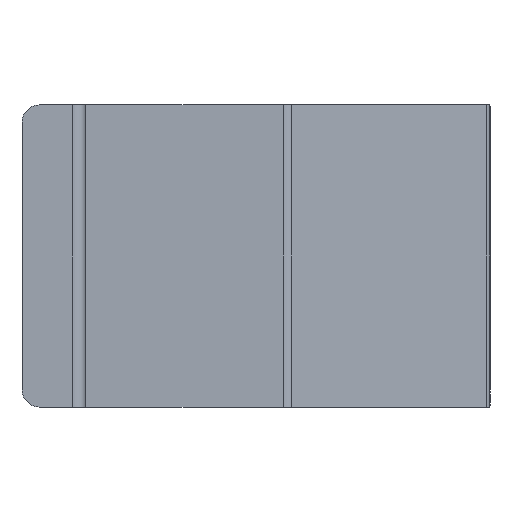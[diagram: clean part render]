
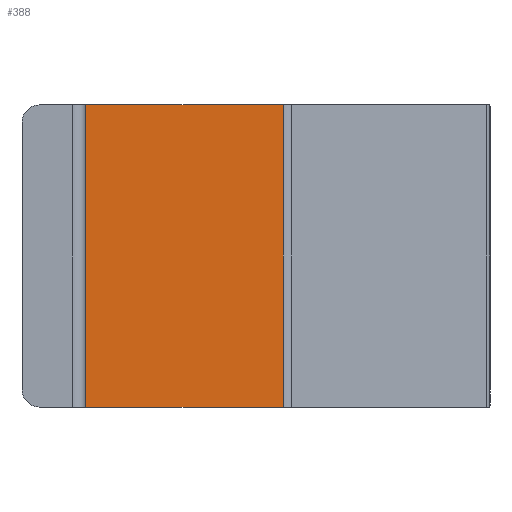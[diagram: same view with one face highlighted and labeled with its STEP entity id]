
A CAD part, left-side view. The second image highlights one B-rep face of the part: STEP entity #388.
In plain terms, the highlighted planar face has unit normal (-1, 0, 0).
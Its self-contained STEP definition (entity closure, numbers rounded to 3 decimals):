
#1 = DIRECTION ( 'NONE',  ( 0., 0., 1. ) ) ;
#2 = CARTESIAN_POINT ( 'NONE',  ( 21., -0.1, -17.5 ) ) ;
#3 = LINE ( 'NONE', #2, #1438 ) ;
#24 = DIRECTION ( 'NONE',  ( 0., 0., 1. ) ) ;
#37 = CARTESIAN_POINT ( 'NONE',  ( 21., -22.959, -17.5 ) ) ;
#38 = LINE ( 'NONE', #37, #1446 ) ;
#51 = DIRECTION ( 'NONE',  ( 0., 1., 0. ) ) ;
#52 = CARTESIAN_POINT ( 'NONE',  ( 21., 0., 17.5 ) ) ;
#62 = LINE ( 'NONE', #52, #1454 ) ;
#119 = CARTESIAN_POINT ( 'NONE',  ( 21., -0.1, 17.5 ) ) ;
#137 = CARTESIAN_POINT ( 'NONE',  ( 21., -0.1, -17.5 ) ) ;
#150 = CARTESIAN_POINT ( 'NONE',  ( 21., -22.959, -17.5 ) ) ;
#159 = CARTESIAN_POINT ( 'NONE',  ( 21., -22.959, 17.5 ) ) ;
#281 = EDGE_CURVE ( 'NONE', #1112, #1072, #62, .T. ) ;
#288 = EDGE_CURVE ( 'NONE', #1103, #1112, #38, .T. ) ;
#294 = EDGE_CURVE ( 'NONE', #1090, #1072, #3, .T. ) ;
#306 = EDGE_CURVE ( 'NONE', #1090, #1103, #491, .T. ) ;
#388 = ADVANCED_FACE ( 'NONE', ( #558 ), #557, .F. ) ;
#474 = CARTESIAN_POINT ( 'NONE',  ( 21., -23., -17.5 ) ) ;
#491 = LINE ( 'NONE', #474, #1416 ) ;
#533 = DIRECTION ( 'NONE',  ( 0., -1., 0. ) ) ;
#547 = CARTESIAN_POINT ( 'NONE',  ( 21., 0., 17.5 ) ) ;
#557 = PLANE ( 'NONE',  #1306 ) ;
#558 = FACE_OUTER_BOUND ( 'NONE', #742, .T. ) ;
#579 = DIRECTION ( 'NONE',  ( 0., 1., 0. ) ) ;
#580 = DIRECTION ( 'NONE',  ( 1., 0., 0. ) ) ;
#587 = ORIENTED_EDGE ( 'NONE', *, *, #294, .F. ) ;
#636 = ORIENTED_EDGE ( 'NONE', *, *, #288, .T. ) ;
#670 = ORIENTED_EDGE ( 'NONE', *, *, #306, .T. ) ;
#698 = ORIENTED_EDGE ( 'NONE', *, *, #281, .T. ) ;
#742 = EDGE_LOOP ( 'NONE', ( #636, #698, #587, #670 ) ) ;
#1072 = VERTEX_POINT ( 'NONE', #119 ) ;
#1090 = VERTEX_POINT ( 'NONE', #137 ) ;
#1103 = VERTEX_POINT ( 'NONE', #150 ) ;
#1112 = VERTEX_POINT ( 'NONE', #159 ) ;
#1306 = AXIS2_PLACEMENT_3D ( 'NONE', #547, #580, #579 ) ;
#1416 = VECTOR ( 'NONE', #533, 1000. ) ;
#1438 = VECTOR ( 'NONE', #1, 1000. ) ;
#1446 = VECTOR ( 'NONE', #24, 1000. ) ;
#1454 = VECTOR ( 'NONE', #51, 1000. ) ;
